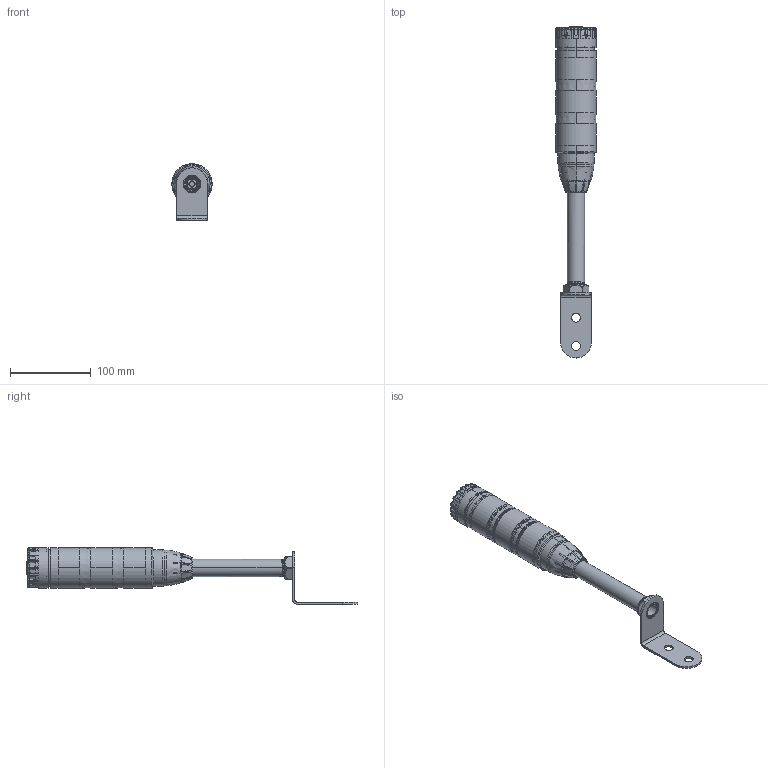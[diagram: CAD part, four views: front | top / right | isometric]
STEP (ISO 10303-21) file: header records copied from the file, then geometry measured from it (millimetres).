
FILE_DESCRIPTION((''),'2;1');
FILE_NAME('212227_ASM','2019-05-22T10:14:41',('pdmadmin'),('BANNER ENGINEERING'),'CREO PARAMETRIC BY PTC INC, 2018300','CREO PARAMETRIC BY PTC INC, 2018300','');
FILE_SCHEMA(('CONFIG_CONTROL_DESIGN'));
Products named in the file (16): 140410; 62676; 62677; CABLE_215; 140427_WEB_MODEL; 140412; 143280; 143281_WEB_MODEL; 143282; 145184_ASM; 191129; 145598; DHUFFORD_PCON_B_; DHUFFORD_WELDNUT; 207030_ASM; 212227_ASM
Assembly tree (18 placements, depth 3):
  212227_ASM
    145184_ASM
      140410
      62676
      62677
      CABLE_215
      140427_WEB_MODEL  x3
      140412  x2
      143280
      143281_WEB_MODEL
      143282
    191129
    145598
    207030_ASM
      DHUFFORD_PCON_B_
      DHUFFORD_WELDNUT
Bounding box: 50 x 411.45 x 70 mm (x, y, z)
Volume: 157584.6 mm3; surface area: 154020.5 mm2
Topology: 16 solids, 16 shells, 2046 faces, 5355 edges, 3411 vertices
Faces by surface type: plane 707, cylinder 639, bspline 268, torus 248, cone 184
Entity records: 100156 total; most frequent: CARTESIAN_POINT 59067, ORIENTED_EDGE 9002, DIRECTION 8047, EDGE_CURVE 4501, AXIS2_PLACEMENT_3D 3176, VERTEX_POINT 2851, EDGE_LOOP 1836, FACE_OUTER_BOUND 1725
